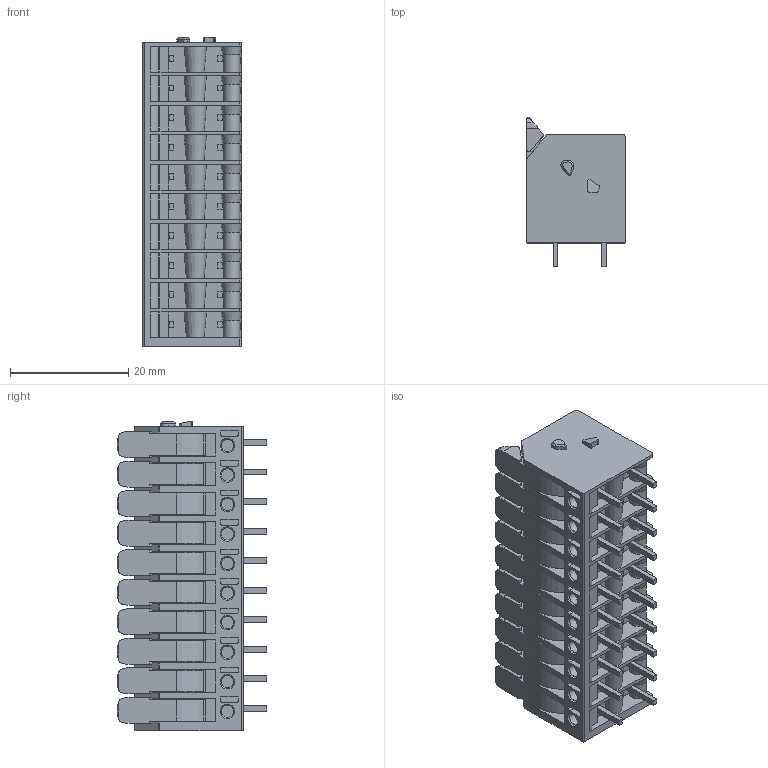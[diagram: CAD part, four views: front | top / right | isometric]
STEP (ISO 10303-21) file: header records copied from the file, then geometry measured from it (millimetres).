
FILE_DESCRIPTION( ( 'STEP AP214' ), '1' );
FILE_NAME( '2604-3110.stp', '2019-05-06T12:50:04', ( '' ), ( '' ), ' ', 'PARTsolutions', ' ' );
FILE_SCHEMA( ( 'AUTOMOTIVE_DESIGN { 1 0 10303 214 1 1 1 1 }' ) );
Length unit declared in the file: millimetre
Products named in the file (1): _2604-3110
Bounding box: 16.7 x 25.3 x 52.4 mm (x, y, z)
Volume: 12990.5 mm3; surface area: 8644.6 mm2
Topology: 1 solids, 1 shells, 1106 faces, 2890 edges, 1848 vertices
Faces by surface type: plane 630, cylinder 343, cone 133
Full cylindrical faces by diameter (mm): 2.1 x10
Entity records: 43019 total; most frequent: CARTESIAN_POINT 6625, DIRECTION 5763, ORIENTED_EDGE 5740, EDGE_CURVE 2870, LINE 1931, VECTOR 1931, AXIS2_PLACEMENT_3D 1916, VERTEX_POINT 1848
